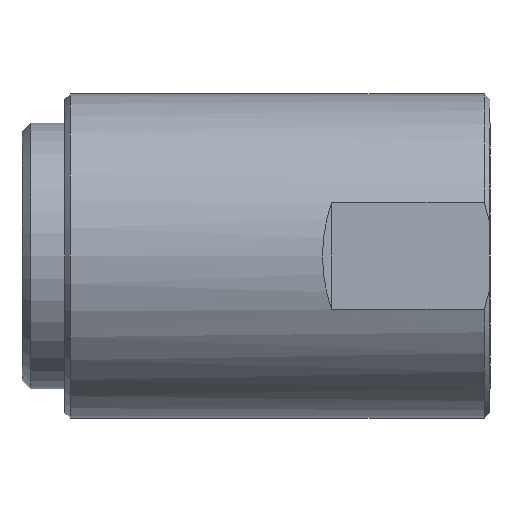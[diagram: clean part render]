
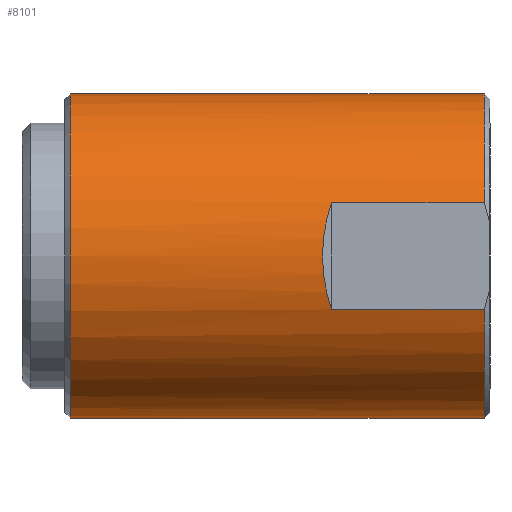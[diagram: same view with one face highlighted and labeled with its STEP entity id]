
A CAD part, front view. The second image highlights one B-rep face of the part: STEP entity #8101.
In plain terms, the highlighted cylindrical face has radius 14.289 mm (diameter 28.578 mm), a partial arc.
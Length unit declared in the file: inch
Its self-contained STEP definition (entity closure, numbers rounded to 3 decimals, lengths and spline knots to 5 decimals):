
#59 = EDGE_CURVE ( 'NONE', #5269, #11929, #10867, .T. ) ;
#197 = LINE ( 'NONE', #3681, #8945 ) ;
#390 = CARTESIAN_POINT ( 'NONE',  ( 0.65759, -0.57346, 0.06427 ) ) ;
#740 = CIRCLE ( 'NONE', #7468, 0.56255 ) ;
#914 = DIRECTION ( 'NONE',  ( 0., 0., 1. ) ) ;
#968 = CARTESIAN_POINT ( 'NONE',  ( 1.23, 0., 0.56255 ) ) ;
#1009 = VERTEX_POINT ( 'NONE', #10462 ) ;
#1263 = CARTESIAN_POINT ( 'NONE',  ( 0., 0., -0.56255 ) ) ;
#1307 = VECTOR ( 'NONE', #5760, 39.37008 ) ;
#1309 = CIRCLE ( 'NONE', #8030, 0.56255 ) ;
#1501 = VERTEX_POINT ( 'NONE', #4117 ) ;
#1623 = CARTESIAN_POINT ( 'NONE',  ( 1.23, -0.53105, -0.1856 ) ) ;
#1628 = CARTESIAN_POINT ( 'NONE',  ( 1.23, 0., 0. ) ) ;
#1737 = CARTESIAN_POINT ( 'NONE',  ( 0., -0.53105, -0.1856 ) ) ;
#1754 = DIRECTION ( 'NONE',  ( 0., 0., 1. ) ) ;
#2059 = EDGE_CURVE ( 'NONE', #5269, #11112, #7588, .T. ) ;
#2406 = EDGE_CURVE ( 'NONE', #1501, #1009, #6671, .T. ) ;
#2470 = DIRECTION ( 'NONE',  ( 0., 0., 1. ) ) ;
#2581 = CARTESIAN_POINT ( 'NONE',  ( 1.23, 0., 0. ) ) ;
#2689 = DIRECTION ( 'NONE',  ( 0., 0., 1. ) ) ;
#2697 = CYLINDRICAL_SURFACE ( 'NONE', #5670, 0.56255 ) ;
#2713 = CARTESIAN_POINT ( 'NONE',  ( 0.7, -0.53105, 0.1856 ) ) ;
#2773 = VERTEX_POINT ( 'NONE', #1623 ) ;
#3161 = ORIENTED_EDGE ( 'NONE', *, *, #9100, .F. ) ;
#3603 = DIRECTION ( 'NONE',  ( -1., 0., 0. ) ) ;
#3635 = ORIENTED_EDGE ( 'NONE', *, *, #7565, .F. ) ;
#3681 = CARTESIAN_POINT ( 'NONE',  ( 0., 0., 0.56255 ) ) ;
#4053 = CARTESIAN_POINT ( 'NONE',  ( 0.65759, -0.57346, -0.06427 ) ) ;
#4117 = CARTESIAN_POINT ( 'NONE',  ( 1.23, 0., -0.56255 ) ) ;
#4394 = ORIENTED_EDGE ( 'NONE', *, *, #11867, .T. ) ;
#4650 = ORIENTED_EDGE ( 'NONE', *, *, #8727, .T. ) ;
#4762 = DIRECTION ( 'NONE',  ( -1., 0., 0. ) ) ;
#5053 = EDGE_CURVE ( 'NONE', #1009, #5808, #740, .T. ) ;
#5176 = DIRECTION ( 'NONE',  ( -1., 0., 0. ) ) ;
#5269 = VERTEX_POINT ( 'NONE', #9478 ) ;
#5595 = CARTESIAN_POINT ( 'NONE',  ( 0., -0.53105, 0.1856 ) ) ;
#5670 = AXIS2_PLACEMENT_3D ( 'NONE', #10229, #3603, #914 ) ;
#5686 = VECTOR ( 'NONE', #8160, 39.37008 ) ;
#5760 = DIRECTION ( 'NONE',  ( -1., 0., 0. ) ) ;
#5808 = VERTEX_POINT ( 'NONE', #11880 ) ;
#5848 = CARTESIAN_POINT ( 'NONE',  ( 0.7, -0.53105, 0.1856 ) ) ;
#6481 = ORIENTED_EDGE ( 'NONE', *, *, #59, .T. ) ;
#6557 = FACE_OUTER_BOUND ( 'NONE', #10848, .T. ) ;
#6671 = LINE ( 'NONE', #1263, #1307 ) ;
#7405 = AXIS2_PLACEMENT_3D ( 'NONE', #2581, #11799, #1754 ) ;
#7468 = AXIS2_PLACEMENT_3D ( 'NONE', #11444, #5176, #2470 ) ;
#7565 = EDGE_CURVE ( 'NONE', #11112, #10271, #10596, .T. ) ;
#7588 = LINE ( 'NONE', #5595, #9162 ) ;
#7627 = CARTESIAN_POINT ( 'NONE',  ( 0.7, -0.53105, -0.1856 ) ) ;
#7990 = ORIENTED_EDGE ( 'NONE', *, *, #2406, .F. ) ;
#8030 = AXIS2_PLACEMENT_3D ( 'NONE', #1628, #8056, #2689 ) ;
#8056 = DIRECTION ( 'NONE',  ( -1., 0., 0. ) ) ;
#8101 = ADVANCED_FACE ( 'NONE', ( #6557 ), #2697, .T. ) ;
#8160 = DIRECTION ( 'NONE',  ( 1., 0., 0. ) ) ;
#8319 = DIRECTION ( 'NONE',  ( -1., 0., 0. ) ) ;
#8380 = ORIENTED_EDGE ( 'NONE', *, *, #2059, .F. ) ;
#8727 = EDGE_CURVE ( 'NONE', #11929, #5808, #197, .T. ) ;
#8945 = VECTOR ( 'NONE', #8319, 39.37008 ) ;
#9100 = EDGE_CURVE ( 'NONE', #10271, #2773, #10151, .T. ) ;
#9162 = VECTOR ( 'NONE', #4762, 39.37008 ) ;
#9478 = CARTESIAN_POINT ( 'NONE',  ( 1.23, -0.53105, 0.1856 ) ) ;
#10151 = LINE ( 'NONE', #1737, #5686 ) ;
#10229 = CARTESIAN_POINT ( 'NONE',  ( 0., 0., 0. ) ) ;
#10271 = VERTEX_POINT ( 'NONE', #7627 ) ;
#10462 = CARTESIAN_POINT ( 'NONE',  ( -0.207, 0., -0.56255 ) ) ;
#10596 =( BOUNDED_CURVE ( )  B_SPLINE_CURVE ( 3, ( #5848, #390, #4053, #11465 ),
 .UNSPECIFIED., .F., .T. ) 
 B_SPLINE_CURVE_WITH_KNOTS ( ( 4, 4 ),
 ( 5.94695, 6.61942 ),
 .UNSPECIFIED. ) 
 CURVE ( )  GEOMETRIC_REPRESENTATION_ITEM ( )  RATIONAL_B_SPLINE_CURVE ( ( 1., 0.963, 0.963, 1. ) ) 
 REPRESENTATION_ITEM ( '' )  );
#10723 = ORIENTED_EDGE ( 'NONE', *, *, #5053, .F. ) ;
#10848 = EDGE_LOOP ( 'NONE', ( #7990, #4394, #3161, #3635, #8380, #6481, #4650, #10723 ) ) ;
#10867 = CIRCLE ( 'NONE', #7405, 0.56255 ) ;
#11112 = VERTEX_POINT ( 'NONE', #2713 ) ;
#11444 = CARTESIAN_POINT ( 'NONE',  ( -0.207, 0., 0. ) ) ;
#11465 = CARTESIAN_POINT ( 'NONE',  ( 0.7, -0.53105, -0.1856 ) ) ;
#11799 = DIRECTION ( 'NONE',  ( -1., 0., 0. ) ) ;
#11867 = EDGE_CURVE ( 'NONE', #1501, #2773, #1309, .T. ) ;
#11880 = CARTESIAN_POINT ( 'NONE',  ( -0.207, 0., 0.56255 ) ) ;
#11929 = VERTEX_POINT ( 'NONE', #968 ) ;
